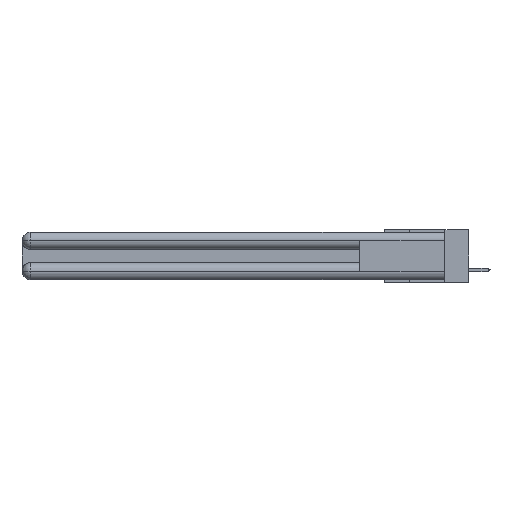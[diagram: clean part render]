
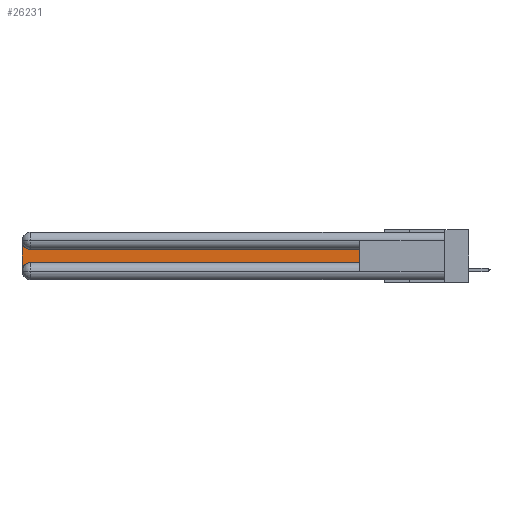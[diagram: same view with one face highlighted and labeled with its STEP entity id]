
A CAD part, left-side view. The second image highlights one B-rep face of the part: STEP entity #26231.
In plain terms, the highlighted planar face has unit normal (-1, 0, 0).
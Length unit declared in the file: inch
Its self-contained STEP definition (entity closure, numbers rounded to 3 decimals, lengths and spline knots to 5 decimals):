
#42 = AXIS2_PLACEMENT_3D ( 'NONE', #28446, #4574, #563 ) ;
#435 = CIRCLE ( 'NONE', #42, 0.06 ) ;
#563 = DIRECTION ( 'NONE',  ( 0., 0., -1. ) ) ;
#698 = DIRECTION ( 'NONE',  ( 0., 0., -1. ) ) ;
#1170 = LINE ( 'NONE', #26362, #23852 ) ;
#1461 = LINE ( 'NONE', #18705, #3540 ) ;
#1881 = EDGE_CURVE ( 'NONE', #4420, #19494, #7439, .T. ) ;
#3174 = DIRECTION ( 'NONE',  ( 1., 0., 0. ) ) ;
#3540 = VECTOR ( 'NONE', #11829, 39.37008 ) ;
#3945 = DIRECTION ( 'NONE',  ( 1., 0., 0. ) ) ;
#4420 = VERTEX_POINT ( 'NONE', #26636 ) ;
#4574 = DIRECTION ( 'NONE',  ( 1., 0., 0. ) ) ;
#5010 = VERTEX_POINT ( 'NONE', #18768 ) ;
#5300 = ORIENTED_EDGE ( 'NONE', *, *, #1881, .T. ) ;
#5417 = EDGE_LOOP ( 'NONE', ( #26523, #7988, #18699, #5300, #7336, #25206 ) ) ;
#5848 = CARTESIAN_POINT ( 'NONE',  ( 0.075, 2.94, -0.1225 ) ) ;
#6622 = EDGE_CURVE ( 'NONE', #16197, #8442, #435, .T. ) ;
#6740 = VECTOR ( 'NONE', #25306, 39.37008 ) ;
#7255 = FACE_OUTER_BOUND ( 'NONE', #5417, .T. ) ;
#7336 = ORIENTED_EDGE ( 'NONE', *, *, #23946, .T. ) ;
#7439 = CIRCLE ( 'NONE', #12139, 0.06 ) ;
#7988 = ORIENTED_EDGE ( 'NONE', *, *, #6622, .T. ) ;
#8442 = VERTEX_POINT ( 'NONE', #14251 ) ;
#8681 = DIRECTION ( 'NONE',  ( 0., -1., 0. ) ) ;
#8886 = LINE ( 'NONE', #21235, #21234 ) ;
#11829 = DIRECTION ( 'NONE',  ( 0., 1., 0. ) ) ;
#12139 = AXIS2_PLACEMENT_3D ( 'NONE', #16651, #3945, #23256 ) ;
#14251 = CARTESIAN_POINT ( 'NONE',  ( 0.075, 3., -0.0625 ) ) ;
#14663 = EDGE_CURVE ( 'NONE', #8442, #4420, #27679, .T. ) ;
#15417 = CARTESIAN_POINT ( 'NONE',  ( 0.075, 0.6, -0.2175 ) ) ;
#15631 = EDGE_CURVE ( 'NONE', #5010, #16197, #1461, .T. ) ;
#16197 = VERTEX_POINT ( 'NONE', #5848 ) ;
#16397 = CARTESIAN_POINT ( 'NONE',  ( 0.075, 3., -0.2175 ) ) ;
#16651 = CARTESIAN_POINT ( 'NONE',  ( 0.075, 2.94, -0.2775 ) ) ;
#18699 = ORIENTED_EDGE ( 'NONE', *, *, #14663, .T. ) ;
#18705 = CARTESIAN_POINT ( 'NONE',  ( 0.075, 0.6, -0.1225 ) ) ;
#18768 = CARTESIAN_POINT ( 'NONE',  ( 0.075, 0.6, -0.1225 ) ) ;
#18886 = AXIS2_PLACEMENT_3D ( 'NONE', #24889, #3174, #698 ) ;
#19201 = DIRECTION ( 'NONE',  ( 0., 0., 1. ) ) ;
#19494 = VERTEX_POINT ( 'NONE', #19631 ) ;
#19631 = CARTESIAN_POINT ( 'NONE',  ( 0.075, 2.94, -0.2175 ) ) ;
#20646 = PLANE ( 'NONE',  #18886 ) ;
#21234 = VECTOR ( 'NONE', #19201, 39.37008 ) ;
#21235 = CARTESIAN_POINT ( 'NONE',  ( 0.075, 0.6, -0.2175 ) ) ;
#23256 = DIRECTION ( 'NONE',  ( 0., 0., -1. ) ) ;
#23852 = VECTOR ( 'NONE', #8681, 39.37008 ) ;
#23946 = EDGE_CURVE ( 'NONE', #19494, #23947, #1170, .T. ) ;
#23947 = VERTEX_POINT ( 'NONE', #15417 ) ;
#24889 = CARTESIAN_POINT ( 'NONE',  ( 0.075, 3., -0.1225 ) ) ;
#25206 = ORIENTED_EDGE ( 'NONE', *, *, #28470, .T. ) ;
#25306 = DIRECTION ( 'NONE',  ( 0., 0., -1. ) ) ;
#26231 = ADVANCED_FACE ( 'NONE', ( #7255 ), #20646, .F. ) ;
#26362 = CARTESIAN_POINT ( 'NONE',  ( 0.075, 0.6, -0.2175 ) ) ;
#26523 = ORIENTED_EDGE ( 'NONE', *, *, #15631, .T. ) ;
#26636 = CARTESIAN_POINT ( 'NONE',  ( 0.075, 3., -0.2775 ) ) ;
#27679 = LINE ( 'NONE', #16397, #6740 ) ;
#28446 = CARTESIAN_POINT ( 'NONE',  ( 0.075, 2.94, -0.0625 ) ) ;
#28470 = EDGE_CURVE ( 'NONE', #23947, #5010, #8886, .T. ) ;
